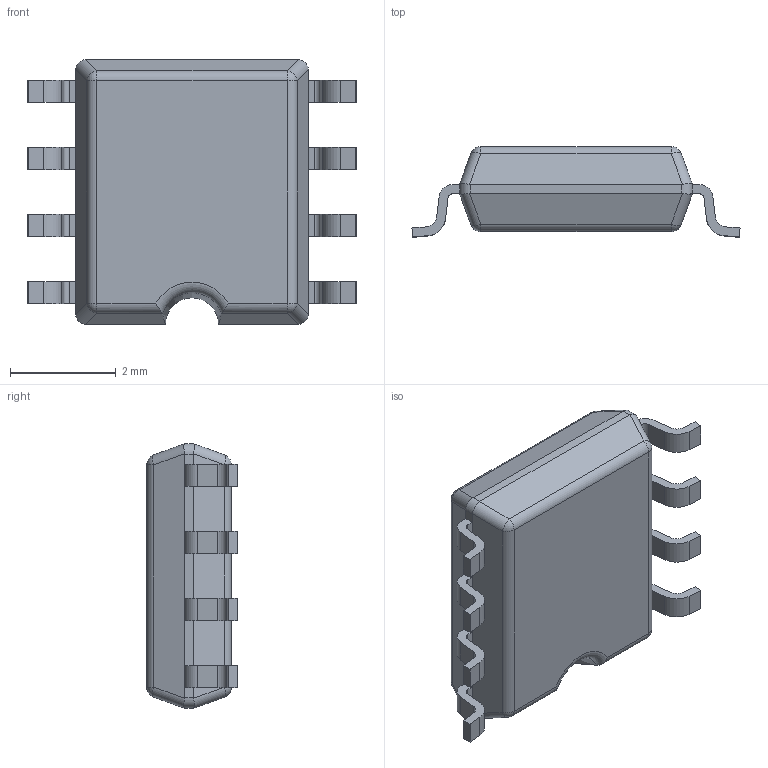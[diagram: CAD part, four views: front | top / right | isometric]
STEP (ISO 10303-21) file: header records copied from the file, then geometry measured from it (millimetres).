
FILE_DESCRIPTION (( 'STEP AP214' ), '1' );
FILE_NAME ('BD6211F-E2.STEP', '2023-12-27T17:02:12', ( 'LENOVO' ), ( '' ), 'SwSTEP 2.0', 'SolidWorks 2021', '' );
FILE_SCHEMA (( 'AUTOMOTIVE_DESIGN' ));
Length unit declared in the file: millimetre
Products named in the file (1): BD6211F-E2
Bounding box: 6.2 x 1.71 x 5 mm (x, y, z)
Volume: 31.9 mm3; surface area: 78.8 mm2
Topology: 10 solids, 10 shells, 175 faces, 431 edges, 277 vertices
Faces by surface type: plane 100, cylinder 60, sphere 8, cone 4, torus 3
Entity records: 5248 total; most frequent: CARTESIAN_POINT 992, ORIENTED_EDGE 862, DIRECTION 855, EDGE_CURVE 431, VECTOR 287, LINE 287, AXIS2_PLACEMENT_3D 284, VERTEX_POINT 277
